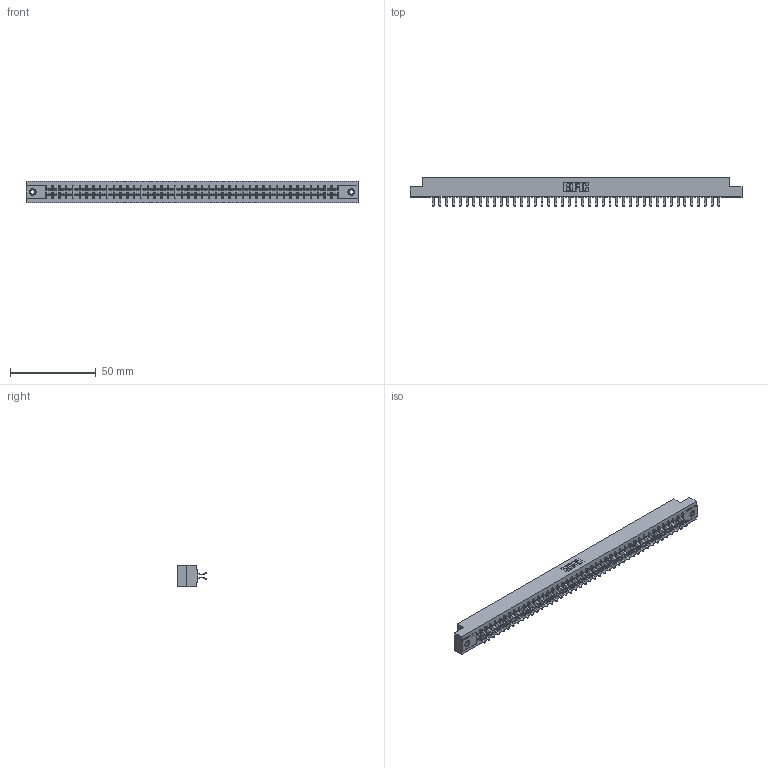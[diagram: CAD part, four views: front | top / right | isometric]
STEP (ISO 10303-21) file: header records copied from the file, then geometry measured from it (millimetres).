
FILE_DESCRIPTION (( 'STEP AP203' ), '1' );
FILE_NAME ('355-086-556-507.STEP', '2019-09-13T17:06:32', ( '' ), ( '' ), 'SwSTEP 2.0', 'SolidWorks 2016', '' );
FILE_SCHEMA (( 'CONFIG_CONTROL_DESIGN' ));
Length unit declared in the file: inch
Products named in the file (4): 355-086-556-507; 305-290-001_556; 305 Part_.156 Dia; 345-250-001_345-250-005-103
Assembly tree (89 placements, depth 2):
  355-086-556-507
    305 Part_.156 Dia
    305-290-001_556  x86
    345-250-001_345-250-005-103  x2
Bounding box: 193.4 x 16.64 x 12.7 mm (x, y, z)
Volume: 19561.4 mm3; surface area: 25922.2 mm2
Topology: 89 solids, 89 shells, 4992 faces, 14341 edges, 9322 vertices
Faces by surface type: plane 2766, cylinder 2038, sphere 172, cone 12, torus 4
Entity records: 47843 total; most frequent: CARTESIAN_POINT 7902, ORIENTED_EDGE 7838, DIRECTION 7657, EDGE_CURVE 3919, VECTOR 3163, LINE 3163, VERTEX_POINT 2492, AXIS2_PLACEMENT_3D 2247
